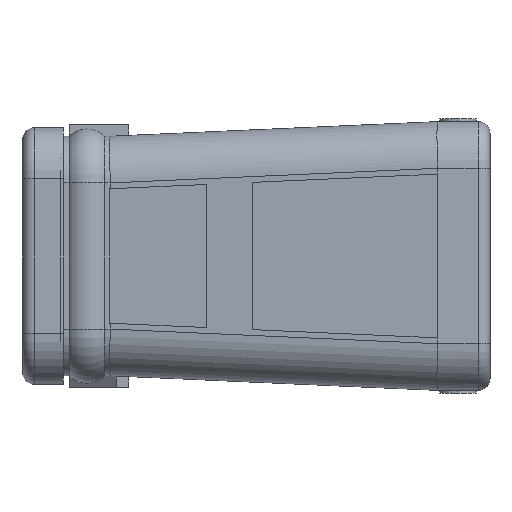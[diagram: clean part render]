
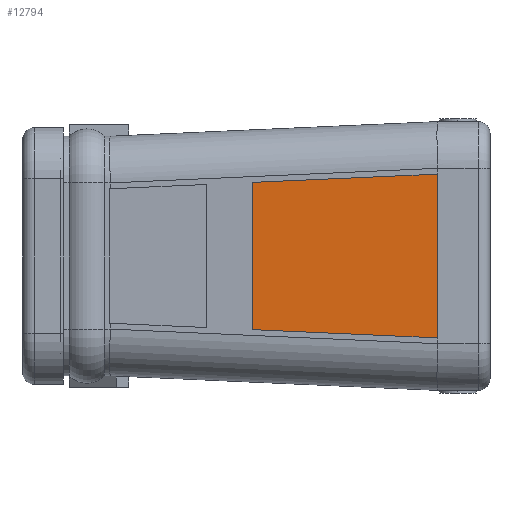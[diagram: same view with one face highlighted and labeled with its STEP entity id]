
A CAD part, left-side view. The second image highlights one B-rep face of the part: STEP entity #12794.
In plain terms, the highlighted planar face has unit normal (-0.999, 0.045, 0).
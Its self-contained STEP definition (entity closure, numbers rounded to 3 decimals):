
#924 = DIRECTION ( 'NONE',  ( -0.999, 0.045, 0. ) ) ;
#1053 = CARTESIAN_POINT ( 'NONE',  ( -908.241, -605.138, 1099.93 ) ) ;
#1165 = PLANE ( 'NONE',  #3553 ) ;
#1474 = VERTEX_POINT ( 'NONE', #12585 ) ;
#1796 = EDGE_CURVE ( 'NONE', #11602, #11367, #18319, .T. ) ;
#3553 = AXIS2_PLACEMENT_3D ( 'NONE', #13902, #924, #12039 ) ;
#5207 = EDGE_CURVE ( 'NONE', #8830, #11602, #20598, .T. ) ;
#6338 = CARTESIAN_POINT ( 'NONE',  ( -894.168, -289.894, 1114.004 ) ) ;
#6412 = FACE_OUTER_BOUND ( 'NONE', #21393, .T. ) ;
#6892 = CARTESIAN_POINT ( 'NONE',  ( -908.241, -605.138, 1380.07 ) ) ;
#8275 = ORIENTED_EDGE ( 'NONE', *, *, #24041, .T. ) ;
#8772 = DIRECTION ( 'NONE',  ( 0., 0., 1. ) ) ;
#8830 = VERTEX_POINT ( 'NONE', #6338 ) ;
#9808 = VECTOR ( 'NONE', #19848, 1000. ) ;
#11367 = VERTEX_POINT ( 'NONE', #11608 ) ;
#11602 = VERTEX_POINT ( 'NONE', #1053 ) ;
#11608 = CARTESIAN_POINT ( 'NONE',  ( -908.241, -605.138, 1380.07 ) ) ;
#12039 = DIRECTION ( 'NONE',  ( -0.045, -0.999, 0. ) ) ;
#12585 = CARTESIAN_POINT ( 'NONE',  ( -894.168, -289.894, 1365.996 ) ) ;
#12748 = VECTOR ( 'NONE', #8772, 1000. ) ;
#12794 = ADVANCED_FACE ( 'NONE', ( #6412 ), #1165, .T. ) ;
#13902 = CARTESIAN_POINT ( 'NONE',  ( -910.998, -666.89, 1240. ) ) ;
#14098 = CARTESIAN_POINT ( 'NONE',  ( -894.168, -289.894, 1114.004 ) ) ;
#14785 = ORIENTED_EDGE ( 'NONE', *, *, #5207, .T. ) ;
#15893 = DIRECTION ( 'NONE',  ( -0.045, -0.998, -0.045 ) ) ;
#17782 = DIRECTION ( 'NONE',  ( 0.045, 0.998, -0.045 ) ) ;
#18116 = CARTESIAN_POINT ( 'NONE',  ( -908.241, -605.138, 1099.93 ) ) ;
#18310 = CARTESIAN_POINT ( 'NONE',  ( -894.168, -289.894, 1365.996 ) ) ;
#18319 = LINE ( 'NONE', #18116, #12748 ) ;
#19697 = VECTOR ( 'NONE', #15893, 1000. ) ;
#19848 = DIRECTION ( 'NONE',  ( 0., 0., -1. ) ) ;
#20283 = ORIENTED_EDGE ( 'NONE', *, *, #20468, .T. ) ;
#20468 = EDGE_CURVE ( 'NONE', #1474, #8830, #21744, .T. ) ;
#20598 = LINE ( 'NONE', #14098, #19697 ) ;
#20743 = VECTOR ( 'NONE', #17782, 1000. ) ;
#21393 = EDGE_LOOP ( 'NONE', ( #14785, #23991, #8275, #20283 ) ) ;
#21744 = LINE ( 'NONE', #18310, #9808 ) ;
#22754 = LINE ( 'NONE', #6892, #20743 ) ;
#23991 = ORIENTED_EDGE ( 'NONE', *, *, #1796, .T. ) ;
#24041 = EDGE_CURVE ( 'NONE', #11367, #1474, #22754, .T. ) ;
